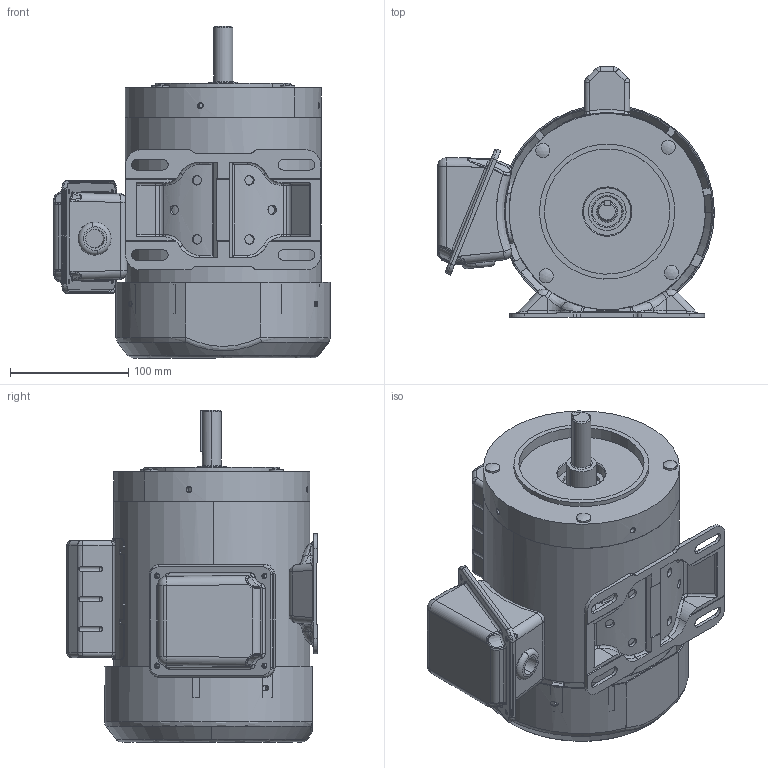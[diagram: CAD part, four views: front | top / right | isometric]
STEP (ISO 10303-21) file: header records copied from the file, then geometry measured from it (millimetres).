
FILE_DESCRIPTION (( 'STEP AP214' ), '1' );
FILE_NAME ('191475.00.STEP', '2021-09-27T16:54:34', ( '' ), ( '' ), 'SwSTEP 2.0', 'SolidWorks 2017', '' );
FILE_SCHEMA (( 'AUTOMOTIVE_DESIGN' ));
Length unit declared in the file: inch
Products named in the file (1): 191475.00
Bounding box: 234.13 x 211.86 x 280.8 mm (x, y, z)
Volume: 973545.9 mm3; surface area: 676236.6 mm2
Topology: 22 solids, 22 shells, 1819 faces, 4877 edges, 3082 vertices
Faces by surface type: cylinder 829, plane 376, bspline 358, cone 126, torus 115, sphere 15
Entity records: 89934 total; most frequent: CARTESIAN_POINT 46120, ORIENTED_EDGE 9650, DIRECTION 8529, EDGE_CURVE 4825, AXIS2_PLACEMENT_3D 3429, VERTEX_POINT 3075, EDGE_LOOP 2114, CIRCLE 1967
